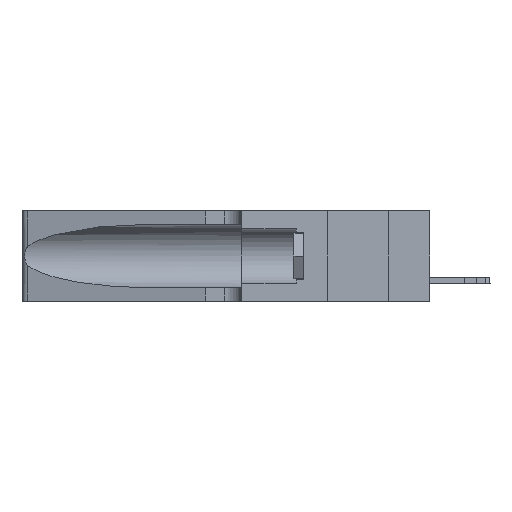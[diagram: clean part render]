
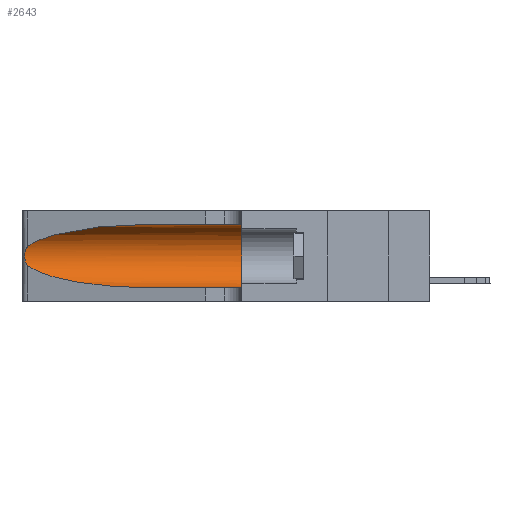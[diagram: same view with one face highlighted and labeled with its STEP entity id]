
A CAD part, left-side view. The second image highlights one B-rep face of the part: STEP entity #2643.
In plain terms, the highlighted cylindrical face has radius 3.308 mm (diameter 6.617 mm), a partial arc.
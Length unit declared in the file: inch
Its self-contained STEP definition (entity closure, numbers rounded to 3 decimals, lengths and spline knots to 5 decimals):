
#471 = CARTESIAN_POINT ( 'NONE',  ( 0.18966, 0.96281, 0.05475 ) ) ;
#590 = CARTESIAN_POINT ( 'NONE',  ( 0.26017, 1.23833, 0.17102 ) ) ;
#672 = CARTESIAN_POINT ( 'NONE',  ( 0.25856, 1.23593, 0.16098 ) ) ;
#924 = CARTESIAN_POINT ( 'NONE',  ( 0.25487, 1.22718, 0.22369 ) ) ;
#1080 = CARTESIAN_POINT ( 'NONE',  ( 0.25555, 1.22993, 0.14849 ) ) ;
#1164 = CARTESIAN_POINT ( 'NONE',  ( 0.1305, 0.72297, 0.31525 ) ) ;
#1262 = EDGE_CURVE ( 'NONE', #17227, #11373, #4800, .T. ) ;
#1903 = DIRECTION ( 'NONE',  ( 0., 1., 0. ) ) ;
#2148 = ORIENTED_EDGE ( 'NONE', *, *, #1262, .T. ) ;
#2557 = CARTESIAN_POINT ( 'NONE',  ( 0.1305, 0.72297, 0.31525 ) ) ;
#2643 = ADVANCED_FACE ( 'NONE', ( #2685 ), #4068, .F. ) ;
#2685 = FACE_OUTER_BOUND ( 'NONE', #19677, .T. ) ;
#2835 = CARTESIAN_POINT ( 'NONE',  ( 0.25487, 1.22718, 0.14631 ) ) ;
#3566 = LINE ( 'NONE', #16725, #21109 ) ;
#3609 = CARTESIAN_POINT ( 'NONE',  ( 0.25854, 1.2359, 0.20912 ) ) ;
#3925 =( BOUNDED_CURVE ( )  B_SPLINE_CURVE ( 3, ( #1164, #4757, #16769, #924 ),
 .UNSPECIFIED., .F., .F. ) 
 B_SPLINE_CURVE_WITH_KNOTS ( ( 4, 4 ),
 ( 1.5708, 2.84003 ),
 .UNSPECIFIED. ) 
 CURVE ( )  GEOMETRIC_REPRESENTATION_ITEM ( )  RATIONAL_B_SPLINE_CURVE ( ( 1., 0.87, 0.87, 1. ) ) 
 REPRESENTATION_ITEM ( '' )  );
#3945 = CARTESIAN_POINT ( 'NONE',  ( 0.2373, 1.15595, 0.08982 ) ) ;
#4068 = CYLINDRICAL_SURFACE ( 'NONE', #15516, 0.13025 ) ;
#4119 = CARTESIAN_POINT ( 'NONE',  ( 0.1305, 1.61858, 0.31525 ) ) ;
#4153 = CARTESIAN_POINT ( 'NONE',  ( 0.1305, 0.35, 0.31525 ) ) ;
#4284 = DIRECTION ( 'NONE',  ( 0., -1., 0. ) ) ;
#4534 = CARTESIAN_POINT ( 'NONE',  ( 0.25789, 1.23486, 0.15765 ) ) ;
#4757 = CARTESIAN_POINT ( 'NONE',  ( 0.18966, 0.96281, 0.31525 ) ) ;
#4800 = B_SPLINE_CURVE_WITH_KNOTS ( 'NONE', 3,
 ( #16135, #8821, #7286, #21081, #3609, #15838, #12774, #22071, #590, #672, #4534, #12850, #1080, #2835 ),
 .UNSPECIFIED., .F., .F.,
 ( 4, 2, 2, 2, 2, 2, 4 ),
 ( 0., 0.00027, 0.00053, 0.00107, 0.0016, 0.00187, 0.00214 ),
 .UNSPECIFIED. ) ;
#5837 = VECTOR ( 'NONE', #4284, 39.37008 ) ;
#6672 = VERTEX_POINT ( 'NONE', #2557 ) ;
#7277 = CARTESIAN_POINT ( 'NONE',  ( 0.25487, 1.22718, 0.14631 ) ) ;
#7286 = CARTESIAN_POINT ( 'NONE',  ( 0.25639, 1.23184, 0.21858 ) ) ;
#7818 = EDGE_CURVE ( 'NONE', #16193, #14530, #3566, .T. ) ;
#8590 = ORIENTED_EDGE ( 'NONE', *, *, #19599, .T. ) ;
#8821 = CARTESIAN_POINT ( 'NONE',  ( 0.25555, 1.22994, 0.2215 ) ) ;
#8870 = AXIS2_PLACEMENT_3D ( 'NONE', #12242, #1903, #22675 ) ;
#9644 = ORIENTED_EDGE ( 'NONE', *, *, #11709, .F. ) ;
#10532 = LINE ( 'NONE', #4119, #5837 ) ;
#11021 = VERTEX_POINT ( 'NONE', #4153 ) ;
#11373 = VERTEX_POINT ( 'NONE', #7277 ) ;
#11709 = EDGE_CURVE ( 'NONE', #6672, #11021, #10532, .T. ) ;
#12242 = CARTESIAN_POINT ( 'NONE',  ( 0.1305, 0.35, 0.185 ) ) ;
#12774 = CARTESIAN_POINT ( 'NONE',  ( 0.26075, 1.23896, 0.19203 ) ) ;
#12811 = CARTESIAN_POINT ( 'NONE',  ( 0.1305, 0.72297, 0.05475 ) ) ;
#12850 = CARTESIAN_POINT ( 'NONE',  ( 0.25639, 1.23186, 0.15144 ) ) ;
#13565 = ORIENTED_EDGE ( 'NONE', *, *, #14395, .T. ) ;
#14184 = CARTESIAN_POINT ( 'NONE',  ( 0.25487, 1.22718, 0.14631 ) ) ;
#14395 = EDGE_CURVE ( 'NONE', #11373, #16193, #17305, .T. ) ;
#14530 = VERTEX_POINT ( 'NONE', #20032 ) ;
#14800 = EDGE_CURVE ( 'NONE', #11021, #14530, #20135, .T. ) ;
#15516 = AXIS2_PLACEMENT_3D ( 'NONE', #17627, #16120, #17910 ) ;
#15838 = CARTESIAN_POINT ( 'NONE',  ( 0.26018, 1.23835, 0.19895 ) ) ;
#16120 = DIRECTION ( 'NONE',  ( 0., -1., 0. ) ) ;
#16135 = CARTESIAN_POINT ( 'NONE',  ( 0.25487, 1.22718, 0.22369 ) ) ;
#16193 = VERTEX_POINT ( 'NONE', #17203 ) ;
#16725 = CARTESIAN_POINT ( 'NONE',  ( 0.1305, 1.61858, 0.05475 ) ) ;
#16769 = CARTESIAN_POINT ( 'NONE',  ( 0.2373, 1.15595, 0.28018 ) ) ;
#17203 = CARTESIAN_POINT ( 'NONE',  ( 0.1305, 0.72297, 0.05475 ) ) ;
#17227 = VERTEX_POINT ( 'NONE', #19681 ) ;
#17305 =( BOUNDED_CURVE ( )  B_SPLINE_CURVE ( 3, ( #14184, #3945, #471, #12811 ),
 .UNSPECIFIED., .F., .F. ) 
 B_SPLINE_CURVE_WITH_KNOTS ( ( 4, 4 ),
 ( 3.44316, 4.71239 ),
 .UNSPECIFIED. ) 
 CURVE ( )  GEOMETRIC_REPRESENTATION_ITEM ( )  RATIONAL_B_SPLINE_CURVE ( ( 1., 0.87, 0.87, 1. ) ) 
 REPRESENTATION_ITEM ( '' )  );
#17627 = CARTESIAN_POINT ( 'NONE',  ( 0.1305, 1.61858, 0.185 ) ) ;
#17910 = DIRECTION ( 'NONE',  ( 0., 0., -1. ) ) ;
#19130 = DIRECTION ( 'NONE',  ( 0., -1., 0. ) ) ;
#19599 = EDGE_CURVE ( 'NONE', #6672, #17227, #3925, .T. ) ;
#19677 = EDGE_LOOP ( 'NONE', ( #8590, #2148, #13565, #21106, #20623, #9644 ) ) ;
#19681 = CARTESIAN_POINT ( 'NONE',  ( 0.25487, 1.22718, 0.22369 ) ) ;
#20032 = CARTESIAN_POINT ( 'NONE',  ( 0.1305, 0.35, 0.05475 ) ) ;
#20135 = CIRCLE ( 'NONE', #8870, 0.13025 ) ;
#20623 = ORIENTED_EDGE ( 'NONE', *, *, #14800, .F. ) ;
#21081 = CARTESIAN_POINT ( 'NONE',  ( 0.25787, 1.23484, 0.2124 ) ) ;
#21106 = ORIENTED_EDGE ( 'NONE', *, *, #7818, .T. ) ;
#21109 = VECTOR ( 'NONE', #19130, 39.37008 ) ;
#22071 = CARTESIAN_POINT ( 'NONE',  ( 0.26075, 1.23896, 0.178 ) ) ;
#22675 = DIRECTION ( 'NONE',  ( 0., 0., 1. ) ) ;
